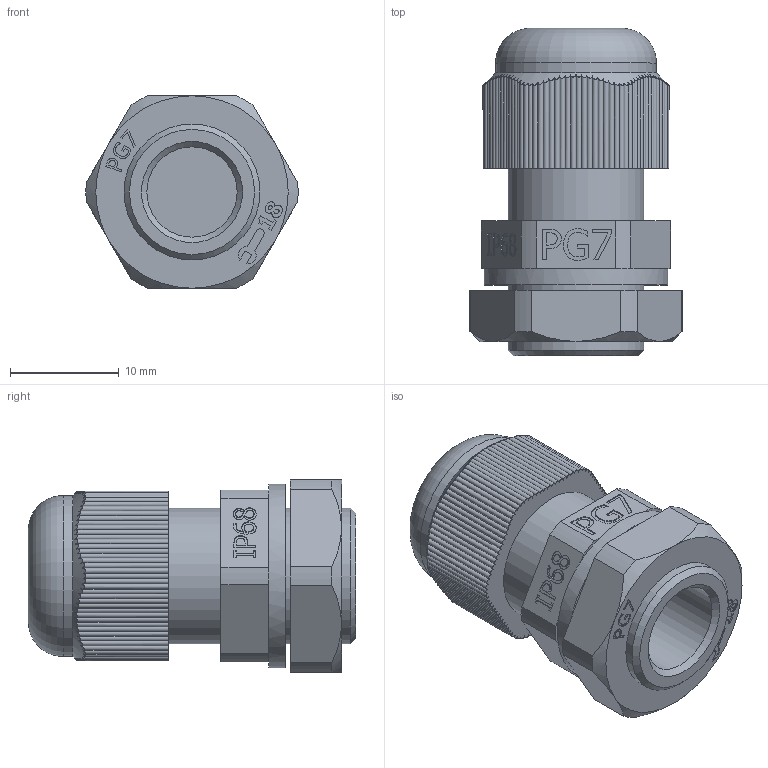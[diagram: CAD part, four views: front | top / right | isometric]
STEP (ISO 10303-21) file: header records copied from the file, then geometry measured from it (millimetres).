
FILE_DESCRIPTION(/* description */ ('','CAx-IF Rec.Pracs.---Representation and Presentation of Product Manufacturing Information (PMI)---4.0---2014-10-13'),/* implementation_level */ '2;1');
FILE_NAME(/* name */ 'ЗЭТАРУС PG7 (3-6.5 мм) - пластик.stp',/* time_stamp */ '2022-12-23T11:17:04+07:00',/* author */ ('zeta-09'),/* organization */ (''),/* preprocessor_version */ 'ST-DEVELOPER v18.1',/* originating_system */ 'Autodesk Inventor 2021',/* authorisation */ '');
FILE_SCHEMA (('AP242_MANAGED_MODEL_BASED_3D_ENGINEERING_MIM_LF { 1 0 10303 442 1 1 4 }'));
Length unit declared in the file: millimetre
Products named in the file (1): Деталь3
Bounding box: 19.49 x 30.11 x 17.7 mm (x, y, z)
Volume: 5384.4 mm3; surface area: 2864.3 mm2
Topology: 1 solids, 3 shells, 392 faces, 1165 edges, 805 vertices
Faces by surface type: plane 141, cylinder 125, bspline 115, cone 9, torus 2
Full cylindrical faces by diameter (mm): 8.3 x1, 12.5 x3, 14.8 x1, 16.9 x1
Entity records: 16581 total; most frequent: CARTESIAN_POINT 6521, ORIENTED_EDGE 2328, DIRECTION 1480, EDGE_CURVE 1165, VERTEX_POINT 805, LINE 540, VECTOR 540, AXIS2_PLACEMENT_3D 470
